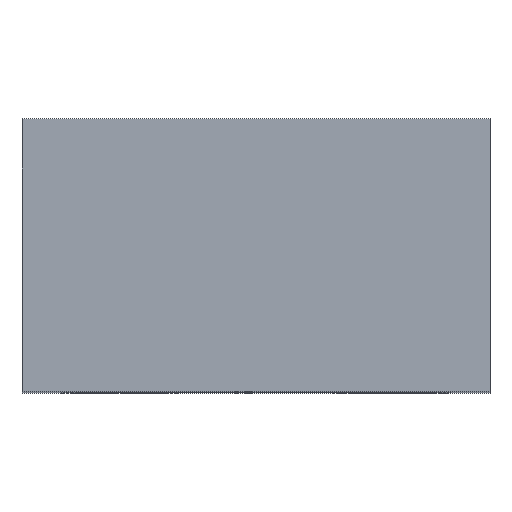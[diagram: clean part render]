
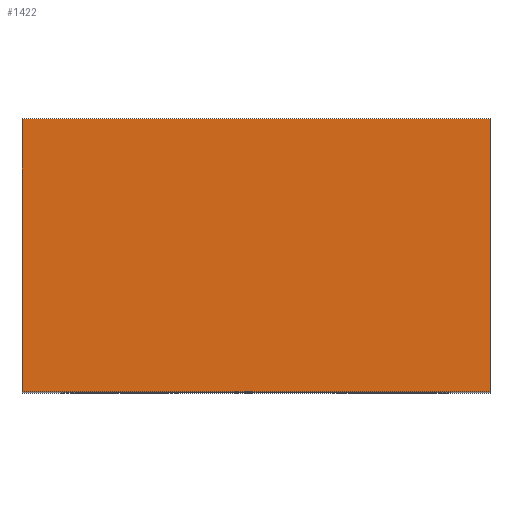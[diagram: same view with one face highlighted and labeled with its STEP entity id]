
A CAD part, top view. The second image highlights one B-rep face of the part: STEP entity #1422.
In plain terms, the highlighted planar face has unit normal (0, 0, 1).
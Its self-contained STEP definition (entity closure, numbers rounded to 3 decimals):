
#97 = CARTESIAN_POINT ( 'NONE',  ( -0.3, 0.35, 0.5 ) ) ;
#112 = PLANE ( 'NONE',  #434 ) ;
#114 = VERTEX_POINT ( 'NONE', #1853 ) ;
#213 = CARTESIAN_POINT ( 'NONE',  ( 0.3, 0.35, 0.5 ) ) ;
#291 = LINE ( 'NONE', #1494, #1718 ) ;
#301 = VERTEX_POINT ( 'NONE', #97 ) ;
#343 = ORIENTED_EDGE ( 'NONE', *, *, #1420, .F. ) ;
#422 = CARTESIAN_POINT ( 'NONE',  ( 0.3, 0.35, 0.5 ) ) ;
#434 = AXIS2_PLACEMENT_3D ( 'NONE', #422, #831, #1285 ) ;
#470 = VECTOR ( 'NONE', #1079, 1000. ) ;
#656 = CARTESIAN_POINT ( 'NONE',  ( 0.3, 0., 0.5 ) ) ;
#660 = VECTOR ( 'NONE', #1844, 1000. ) ;
#768 = ORIENTED_EDGE ( 'NONE', *, *, #1580, .F. ) ;
#776 = ORIENTED_EDGE ( 'NONE', *, *, #1635, .T. ) ;
#830 = VECTOR ( 'NONE', #1439, 1000. ) ;
#831 = DIRECTION ( 'NONE',  ( 0., 0., -1. ) ) ;
#852 = ORIENTED_EDGE ( 'NONE', *, *, #1132, .T. ) ;
#1033 = VERTEX_POINT ( 'NONE', #1170 ) ;
#1079 = DIRECTION ( 'NONE',  ( 1., 0., 0. ) ) ;
#1132 = EDGE_CURVE ( 'NONE', #301, #114, #291, .T. ) ;
#1170 = CARTESIAN_POINT ( 'NONE',  ( 0.3, 0.35, 0.5 ) ) ;
#1285 = DIRECTION ( 'NONE',  ( -1., 0., 0. ) ) ;
#1390 = EDGE_LOOP ( 'NONE', ( #776, #343, #768, #852 ) ) ;
#1420 = EDGE_CURVE ( 'NONE', #1033, #1792, #1647, .T. ) ;
#1422 = ADVANCED_FACE ( 'NONE', ( #1952 ), #112, .F. ) ;
#1439 = DIRECTION ( 'NONE',  ( 0., -1., 0. ) ) ;
#1494 = CARTESIAN_POINT ( 'NONE',  ( -0.3, 0.35, 0.5 ) ) ;
#1580 = EDGE_CURVE ( 'NONE', #301, #1033, #1646, .T. ) ;
#1635 = EDGE_CURVE ( 'NONE', #114, #1792, #1864, .T. ) ;
#1646 = LINE ( 'NONE', #213, #470 ) ;
#1647 = LINE ( 'NONE', #1755, #830 ) ;
#1718 = VECTOR ( 'NONE', #1823, 1000. ) ;
#1755 = CARTESIAN_POINT ( 'NONE',  ( 0.3, 0.35, 0.5 ) ) ;
#1792 = VERTEX_POINT ( 'NONE', #656 ) ;
#1823 = DIRECTION ( 'NONE',  ( 0., -1., 0. ) ) ;
#1844 = DIRECTION ( 'NONE',  ( 1., 0., 0. ) ) ;
#1853 = CARTESIAN_POINT ( 'NONE',  ( -0.3, 0., 0.5 ) ) ;
#1857 = CARTESIAN_POINT ( 'NONE',  ( 0.3, 0., 0.5 ) ) ;
#1864 = LINE ( 'NONE', #1857, #660 ) ;
#1952 = FACE_OUTER_BOUND ( 'NONE', #1390, .T. ) ;
